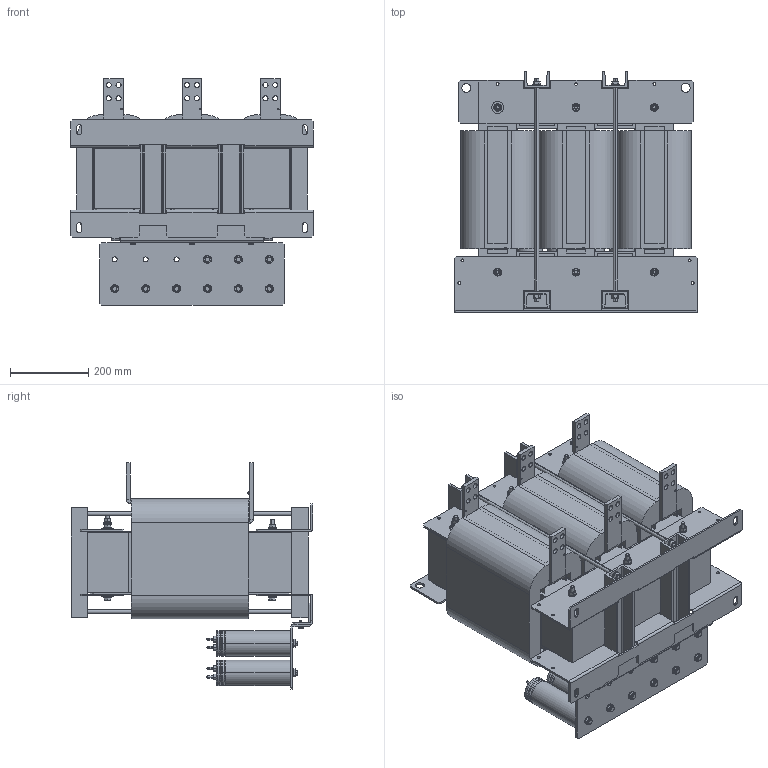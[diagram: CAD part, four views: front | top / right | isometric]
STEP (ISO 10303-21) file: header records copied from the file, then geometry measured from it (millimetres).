
FILE_DESCRIPTION (( 'STEP AP214' ), '1' );
FILE_NAME ('B 1001077.STEP', '2014-04-24T09:54:39', ( '' ), ( '' ), 'SwSTEP 2.0', 'SolidWorks 2012', '' );
FILE_SCHEMA (( 'AUTOMOTIVE_DESIGN' ));
Length unit declared in the file: millimetre
Products named in the file (30): #050-0967; +3810-0159; +3810-0160; #130-0292; #144-0106; #050-0963; #040-1297; #040-1296; #080-0623; Alu-Platte 90x90x3mm; #700-1360; hex thin nut chamfered gradeab_din_Hexagon Thin Nut ISO 4035 - M12 - N; toothed lock washer 1_din_DIN 6797-A13; plain washer large_din_Washer DIN 9021 - 10.5; pan head cross recess screw_din_ISO 7045 - M4 x 12 - Z --- 12N; plain washer grade a_din_Washer DIN 125 - A 4.3; Isolierbuchse M10_M05; pan head cross recess screw_din_ISO 7045 - M6 x 16 - Z --- 16N; plain washer grade a_din_Washer DIN 125 - A 6.4; M10x210DIN933; M10x200DIN933; curved spring lock washer_din_Spring washer DIN 128 - A10; hex nut style 1 gradeab_din_Hexagon Nut ISO 4032 - M10 - D - N; plain washer grade a_din_Washer DIN 125 - A 10.5; #700-1341; #700-1342; Kern f黵 B 1001077; HGW-Platte 300x150x1mm; Wickel f黵 B 1001077; B 1001077
Assembly tree (144 placements, depth 2):
  B 1001077
    Wickel f黵 B 1001077  x3
    HGW-Platte 300x150x1mm  x6
    Kern f黵 B 1001077
    #700-1342  x3
    #700-1341  x3
    plain washer grade a_din_Washer DIN 125 - A 10.5  x22
    hex nut style 1 gradeab_din_Hexagon Nut ISO 4032 - M10 - D - N  x15
    curved spring lock washer_din_Spring washer DIN 128 - A10
    M10x200DIN933  x5
    M10x210DIN933
    plain washer grade a_din_Washer DIN 125 - A 6.4  x3
    pan head cross recess screw_din_ISO 7045 - M6 x 16 - Z --- 16N  x3
    Isolierbuchse M10_M05  x10
    plain washer grade a_din_Washer DIN 125 - A 4.3  x3
    pan head cross recess screw_din_ISO 7045 - M4 x 12 - Z --- 12N  x3
    plain washer large_din_Washer DIN 9021 - 10.5  x2
    toothed lock washer 1_din_DIN 6797-A13  x9
    hex thin nut chamfered gradeab_din_Hexagon Thin Nut ISO 4035 - M12 - N  x9
    #700-1360  x4
    Alu-Platte 90x90x3mm  x8
    #080-0623  x2
    #040-1296
    #040-1297
    #050-0963
    #144-0106  x6
    #130-0292  x6
    +3810-0160  x6
    +3810-0159  x3
    #050-0967  x4
Bounding box: 620 x 615 x 578 mm (x, y, z)
Volume: 72816785 mm3; surface area: 6721314.9 mm2
Topology: 144 solids, 144 shells, 4231 faces, 10594 edges, 6728 vertices
Faces by surface type: plane 2520, cylinder 1069, cone 448, torus 164, bspline 18, sphere 12
Entity records: 33516 total; most frequent: CARTESIAN_POINT 6738, DIRECTION 5346, ORIENTED_EDGE 4972, EDGE_CURVE 2486, AXIS2_PLACEMENT_3D 1846, LINE 1654, VECTOR 1654, VERTEX_POINT 1590
